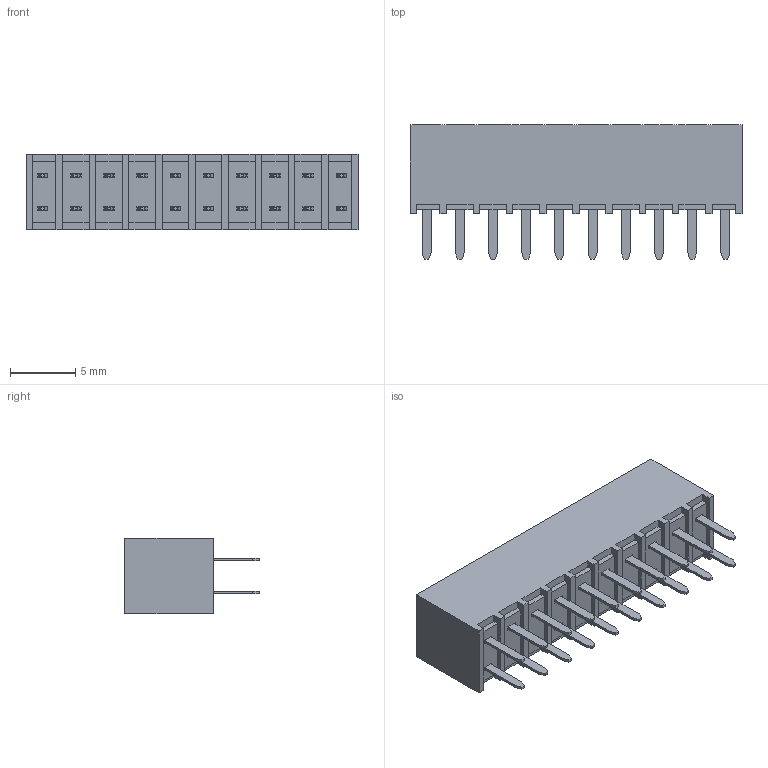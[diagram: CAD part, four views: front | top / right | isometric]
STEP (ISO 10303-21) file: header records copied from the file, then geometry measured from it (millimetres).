
FILE_DESCRIPTION( ('This file contains a STEP AP42 implementation' ,'as created by ZW3D STEP Interface translator.') ,'2;1' );
FILE_NAME( '2168T-2XXSXXCUNX1.stp' ,'23 419.142838', (''), ('ZWCAD Software Co.'), 'Version 1.0', 'ZW3D to STEP translator', '' );
FILE_SCHEMA(('AUTOMOTIVE_DESIGN { 1 0 10303 214 1 1 1 1 }'));
Length unit declared in the file: millimetre
Products named in the file (2): 0; 2168T-220SXXCUNX1
Bounding box: 25.4 x 10.3 x 5.8 mm (x, y, z)
Volume: 749 mm3; surface area: 2385.8 mm2
Topology: 1 solids, 1 shells, 2126 faces, 6072 edges, 3888 vertices
Faces by surface type: plane 1366, cylinder 480, bspline 280
Entity records: 102535 total; most frequent: CARTESIAN_POINT 57767, ORIENTED_EDGE 12144, EDGE_CURVE 6072, B_SPLINE_CURVE_WITH_KNOTS 5892, VERTEX_POINT 3888, DIRECTION 3854, EDGE_LOOP 2306, FACE_OUTER_BOUND 2126
